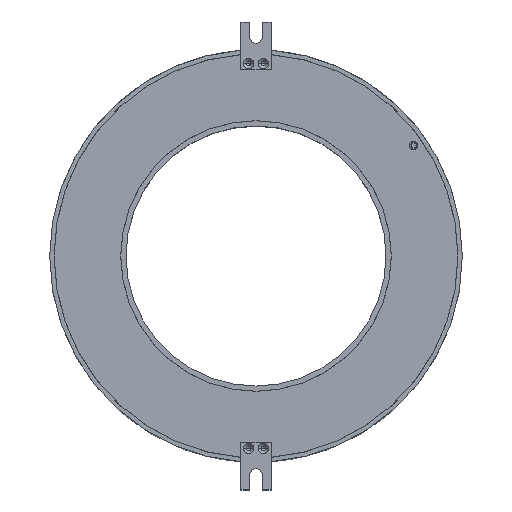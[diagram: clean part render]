
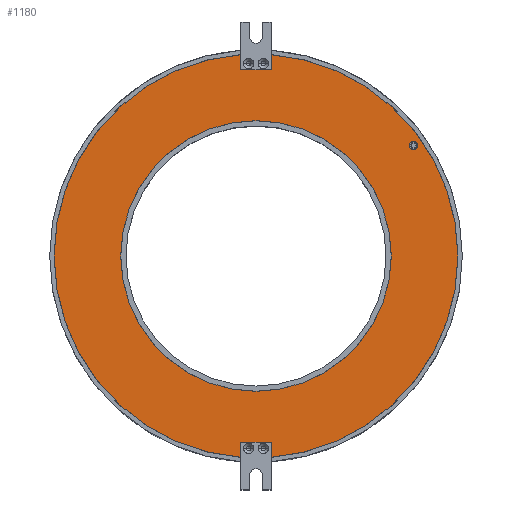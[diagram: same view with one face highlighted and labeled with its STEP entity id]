
A CAD part, top view. The second image highlights one B-rep face of the part: STEP entity #1180.
In plain terms, the highlighted planar face has unit normal (0, 0, 1).
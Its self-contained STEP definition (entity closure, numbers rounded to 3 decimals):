
#14 = CIRCLE ( 'NONE', #71, 5. ) ;
#71 = AXIS2_PLACEMENT_3D ( 'NONE', #885, #876, #868 ) ;
#166 = DIRECTION ( 'NONE',  ( 1., 0., 0. ) ) ;
#191 = AXIS2_PLACEMENT_3D ( 'NONE', #2882, #2866, #2856 ) ;
#294 = VERTEX_POINT ( 'NONE', #2197 ) ;
#314 = CARTESIAN_POINT ( 'NONE',  ( 17.5, -215., 166. ) ) ;
#321 = CIRCLE ( 'NONE', #3974, 232.9 ) ;
#382 = CARTESIAN_POINT ( 'NONE',  ( -156.1, 0., 166. ) ) ;
#429 = VERTEX_POINT ( 'NONE', #1278 ) ;
#492 = CARTESIAN_POINT ( 'NONE',  ( -17.5, -215., 166. ) ) ;
#512 = DIRECTION ( 'NONE',  ( 0., 1., 0. ) ) ;
#554 = CARTESIAN_POINT ( 'NONE',  ( 17.5, 215., 166. ) ) ;
#606 = AXIS2_PLACEMENT_3D ( 'NONE', #3186, #3109, #3105 ) ;
#609 = DIRECTION ( 'NONE',  ( 1., 0., 0. ) ) ;
#624 = DIRECTION ( 'NONE',  ( 0., 0., 1. ) ) ;
#656 = CARTESIAN_POINT ( 'NONE',  ( 181.852, 127.334, 166. ) ) ;
#685 = AXIS2_PLACEMENT_3D ( 'NONE', #3102, #1196, #3406 ) ;
#767 = VERTEX_POINT ( 'NONE', #2875 ) ;
#800 = VERTEX_POINT ( 'NONE', #2550 ) ;
#807 = DIRECTION ( 'NONE',  ( 0., 0., 1. ) ) ;
#812 = DIRECTION ( 'NONE',  ( 1., 0., 0. ) ) ;
#821 = EDGE_LOOP ( 'NONE', ( #897, #1498, #1615, #1710, #1822, #1964, #2024, #2118, #2737, #2793 ) ) ;
#833 = AXIS2_PLACEMENT_3D ( 'NONE', #3657, #3652, #3600 ) ;
#857 = EDGE_CURVE ( 'NONE', #1495, #1640, #3180, .T. ) ;
#863 = CARTESIAN_POINT ( 'NONE',  ( 0., 0., 166. ) ) ;
#868 = DIRECTION ( 'NONE',  ( 1., 0., 0. ) ) ;
#876 = DIRECTION ( 'NONE',  ( 0., 0., 1. ) ) ;
#885 = CARTESIAN_POINT ( 'NONE',  ( 181.852, 127.334, 166. ) ) ;
#897 = ORIENTED_EDGE ( 'NONE', *, *, #857, .T. ) ;
#930 = EDGE_CURVE ( 'NONE', #1640, #767, #2974, .T. ) ;
#934 = CIRCLE ( 'NONE', #1451, 156.1 ) ;
#973 = DIRECTION ( 'NONE',  ( 1., 0., 0. ) ) ;
#977 = DIRECTION ( 'NONE',  ( 0., 0., 1. ) ) ;
#989 = EDGE_CURVE ( 'NONE', #1950, #429, #2240, .T. ) ;
#992 = CARTESIAN_POINT ( 'NONE',  ( 0., 0., 166. ) ) ;
#1043 = EDGE_CURVE ( 'NONE', #800, #1950, #2876, .T. ) ;
#1063 = EDGE_CURVE ( 'NONE', #2169, #800, #3422, .T. ) ;
#1119 = EDGE_CURVE ( 'NONE', #3643, #2476, #3315, .T. ) ;
#1138 = VECTOR ( 'NONE', #1838, 1000. ) ;
#1180 = ADVANCED_FACE ( 'NONE', ( #3870, #1534, #2287 ), #3130, .T. ) ;
#1190 = AXIS2_PLACEMENT_3D ( 'NONE', #863, #807, #812 ) ;
#1196 = DIRECTION ( 'NONE',  ( 0., 0., 1. ) ) ;
#1209 = EDGE_CURVE ( 'NONE', #2476, #4131, #3022, .T. ) ;
#1269 = CARTESIAN_POINT ( 'NONE',  ( 17.5, 215., 166. ) ) ;
#1278 = CARTESIAN_POINT ( 'NONE',  ( 17.5, 232.242, 166. ) ) ;
#1282 = EDGE_CURVE ( 'NONE', #4131, #1495, #2721, .T. ) ;
#1286 = CARTESIAN_POINT ( 'NONE',  ( 0., 0., 166. ) ) ;
#1289 = VECTOR ( 'NONE', #512, 1000. ) ;
#1332 = EDGE_CURVE ( 'NONE', #3989, #2610, #934, .T. ) ;
#1357 = EDGE_CURVE ( 'NONE', #294, #1916, #14, .T. ) ;
#1419 = CARTESIAN_POINT ( 'NONE',  ( -17.5, -232.242, 166. ) ) ;
#1451 = AXIS2_PLACEMENT_3D ( 'NONE', #992, #977, #973 ) ;
#1495 = VERTEX_POINT ( 'NONE', #314 ) ;
#1496 = CARTESIAN_POINT ( 'NONE',  ( -232.9, 0., 166. ) ) ;
#1498 = ORIENTED_EDGE ( 'NONE', *, *, #930, .T. ) ;
#1534 = FACE_BOUND ( 'NONE', #4092, .T. ) ;
#1615 = ORIENTED_EDGE ( 'NONE', *, *, #3839, .T. ) ;
#1619 = DIRECTION ( 'NONE',  ( 1., 0., 0. ) ) ;
#1640 = VERTEX_POINT ( 'NONE', #3993 ) ;
#1710 = ORIENTED_EDGE ( 'NONE', *, *, #989, .F. ) ;
#1747 = CARTESIAN_POINT ( 'NONE',  ( -17.5, -215., 166. ) ) ;
#1822 = ORIENTED_EDGE ( 'NONE', *, *, #1043, .F. ) ;
#1838 = DIRECTION ( 'NONE',  ( 1., 0., 0. ) ) ;
#1916 = VERTEX_POINT ( 'NONE', #1927 ) ;
#1927 = CARTESIAN_POINT ( 'NONE',  ( 176.852, 127.334, 166. ) ) ;
#1950 = VERTEX_POINT ( 'NONE', #1269 ) ;
#1964 = ORIENTED_EDGE ( 'NONE', *, *, #1063, .F. ) ;
#2001 = EDGE_CURVE ( 'NONE', #1916, #294, #2233, .T. ) ;
#2019 = CIRCLE ( 'NONE', #685, 232.9 ) ;
#2024 = ORIENTED_EDGE ( 'NONE', *, *, #3645, .T. ) ;
#2118 = ORIENTED_EDGE ( 'NONE', *, *, #1119, .T. ) ;
#2169 = VERTEX_POINT ( 'NONE', #3030 ) ;
#2197 = CARTESIAN_POINT ( 'NONE',  ( 186.852, 127.334, 166. ) ) ;
#2233 = CIRCLE ( 'NONE', #2962, 5. ) ;
#2240 = LINE ( 'NONE', #554, #1289 ) ;
#2287 = FACE_BOUND ( 'NONE', #3837, .T. ) ;
#2339 = VECTOR ( 'NONE', #3088, 1000. ) ;
#2476 = VERTEX_POINT ( 'NONE', #1419 ) ;
#2537 = CARTESIAN_POINT ( 'NONE',  ( 17.5, -215., 166. ) ) ;
#2550 = CARTESIAN_POINT ( 'NONE',  ( -17.5, 215., 166. ) ) ;
#2565 = VECTOR ( 'NONE', #166, 1000. ) ;
#2610 = VERTEX_POINT ( 'NONE', #382 ) ;
#2721 = LINE ( 'NONE', #1747, #1138 ) ;
#2737 = ORIENTED_EDGE ( 'NONE', *, *, #1209, .T. ) ;
#2793 = ORIENTED_EDGE ( 'NONE', *, *, #1282, .T. ) ;
#2854 = EDGE_CURVE ( 'NONE', #2610, #3989, #3653, .T. ) ;
#2856 = DIRECTION ( 'NONE',  ( 1., 0., 0. ) ) ;
#2866 = DIRECTION ( 'NONE',  ( 0., 0., 1. ) ) ;
#2875 = CARTESIAN_POINT ( 'NONE',  ( 232.9, 0., 166. ) ) ;
#2876 = LINE ( 'NONE', #3895, #2565 ) ;
#2882 = CARTESIAN_POINT ( 'NONE',  ( 0., 0., 166. ) ) ;
#2898 = ORIENTED_EDGE ( 'NONE', *, *, #1332, .F. ) ;
#2905 = DIRECTION ( 'NONE',  ( 0., 1., 0. ) ) ;
#2930 = VECTOR ( 'NONE', #2905, 1000. ) ;
#2962 = AXIS2_PLACEMENT_3D ( 'NONE', #656, #624, #609 ) ;
#2974 = CIRCLE ( 'NONE', #1190, 232.9 ) ;
#2985 = ORIENTED_EDGE ( 'NONE', *, *, #2854, .F. ) ;
#3006 = CARTESIAN_POINT ( 'NONE',  ( -17.5, -215., 166. ) ) ;
#3022 = LINE ( 'NONE', #3006, #2930 ) ;
#3030 = CARTESIAN_POINT ( 'NONE',  ( -17.5, 232.242, 166. ) ) ;
#3088 = DIRECTION ( 'NONE',  ( 0., -1., 0. ) ) ;
#3095 = ORIENTED_EDGE ( 'NONE', *, *, #1357, .F. ) ;
#3102 = CARTESIAN_POINT ( 'NONE',  ( 0., 0., 166. ) ) ;
#3105 = DIRECTION ( 'NONE',  ( 1., 0., 0. ) ) ;
#3109 = DIRECTION ( 'NONE',  ( 0., 0., 1. ) ) ;
#3130 = PLANE ( 'NONE',  #606 ) ;
#3180 = LINE ( 'NONE', #2537, #2339 ) ;
#3186 = CARTESIAN_POINT ( 'NONE',  ( 0., 0., 166. ) ) ;
#3201 = ORIENTED_EDGE ( 'NONE', *, *, #2001, .F. ) ;
#3229 = CARTESIAN_POINT ( 'NONE',  ( 156.1, 0., 166. ) ) ;
#3315 = CIRCLE ( 'NONE', #833, 232.9 ) ;
#3406 = DIRECTION ( 'NONE',  ( 1., 0., 0. ) ) ;
#3422 = LINE ( 'NONE', #3900, #4171 ) ;
#3498 = DIRECTION ( 'NONE',  ( 0., 0., 1. ) ) ;
#3600 = DIRECTION ( 'NONE',  ( 1., 0., 0. ) ) ;
#3643 = VERTEX_POINT ( 'NONE', #1496 ) ;
#3645 = EDGE_CURVE ( 'NONE', #2169, #3643, #2019, .T. ) ;
#3652 = DIRECTION ( 'NONE',  ( 0., 0., 1. ) ) ;
#3653 = CIRCLE ( 'NONE', #191, 156.1 ) ;
#3657 = CARTESIAN_POINT ( 'NONE',  ( 0., 0., 166. ) ) ;
#3837 = EDGE_LOOP ( 'NONE', ( #3095, #3201 ) ) ;
#3839 = EDGE_CURVE ( 'NONE', #767, #429, #321, .T. ) ;
#3870 = FACE_OUTER_BOUND ( 'NONE', #821, .T. ) ;
#3895 = CARTESIAN_POINT ( 'NONE',  ( -17.5, 215., 166. ) ) ;
#3900 = CARTESIAN_POINT ( 'NONE',  ( -17.5, 215., 166. ) ) ;
#3974 = AXIS2_PLACEMENT_3D ( 'NONE', #1286, #3498, #1619 ) ;
#3989 = VERTEX_POINT ( 'NONE', #3229 ) ;
#3993 = CARTESIAN_POINT ( 'NONE',  ( 17.5, -232.242, 166. ) ) ;
#4024 = DIRECTION ( 'NONE',  ( 0., -1., 0. ) ) ;
#4092 = EDGE_LOOP ( 'NONE', ( #2898, #2985 ) ) ;
#4131 = VERTEX_POINT ( 'NONE', #492 ) ;
#4171 = VECTOR ( 'NONE', #4024, 1000. ) ;
